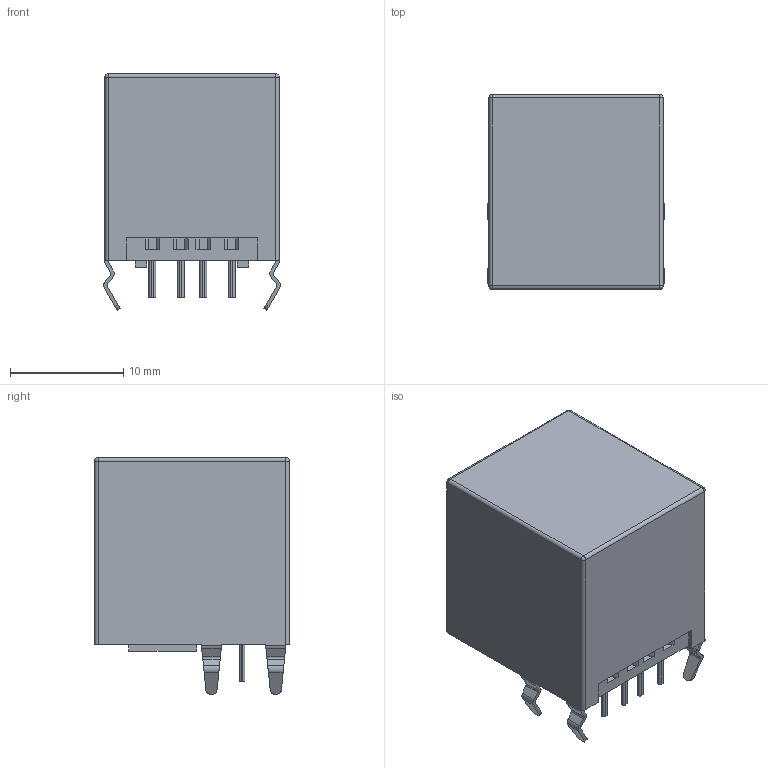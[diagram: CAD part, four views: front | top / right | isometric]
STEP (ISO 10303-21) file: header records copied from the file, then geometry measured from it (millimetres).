
FILE_DESCRIPTION(('FreeCAD Model'),'2;1');
FILE_NAME('Open CASCADE Shape Model','2024-03-02T23:38:51',(''),(''), 'Open CASCADE STEP processor 7.6','FreeCAD','Unknown');
FILE_SCHEMA(('AUTOMOTIVE_DESIGN { 1 0 10303 214 1 1 1 1 }'));
Length unit declared in the file: millimetre
Products named in the file (28): USB1; USB-A-TH_USB-269-BRW; COMPOUND026; COMPOUND001; COMPOUND002; COMPOUND003; COMPOUND004; COMPOUND005; COMPOUND006; COMPOUND007; COMPOUND008; COMPOUND009; COMPOUND010; COMPOUND011; COMPOUND012; COMPOUND013; COMPOUND014; COMPOUND015; COMPOUND016; COMPOUND017; COMPOUND018; COMPOUND019; COMPOUND020; COMPOUND021; COMPOUND022; COMPOUND023; COMPOUND024; COMPOUND025
Assembly tree (27 placements, depth 4):
  USB1
    USB-A-TH_USB-269-BRW
      COMPOUND026
        COMPOUND001
        COMPOUND002
        COMPOUND003
        COMPOUND004
        COMPOUND005
        COMPOUND006
        COMPOUND007
        COMPOUND008
        COMPOUND009
        COMPOUND010
        COMPOUND011
        COMPOUND012
        COMPOUND013
        COMPOUND014
        COMPOUND015
        COMPOUND016
        COMPOUND017
        COMPOUND018
        COMPOUND019
        COMPOUND020
        COMPOUND021
        COMPOUND022
        COMPOUND023
        COMPOUND024
        COMPOUND025
Bounding box: 15.6 x 17.2 x 20.9 mm (x, y, z)
Volume: 1663.7 mm3; surface area: 5541.2 mm2
Topology: 25 solids, 25 shells, 860 faces, 2349 edges, 1556 vertices
Faces by surface type: plane 570, cylinder 174, bspline 112, sphere 4
Entity records: 31603 total; most frequent: CARTESIAN_POINT 7253, ORIENTED_EDGE 4690, DIRECTION 3781, EDGE_CURVE 2345, LINE 1765, VECTOR 1765, VERTEX_POINT 1556, AXIS2_PLACEMENT_3D 1008
